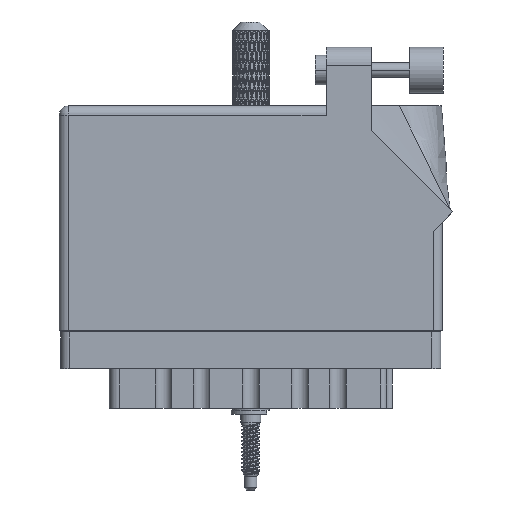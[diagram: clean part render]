
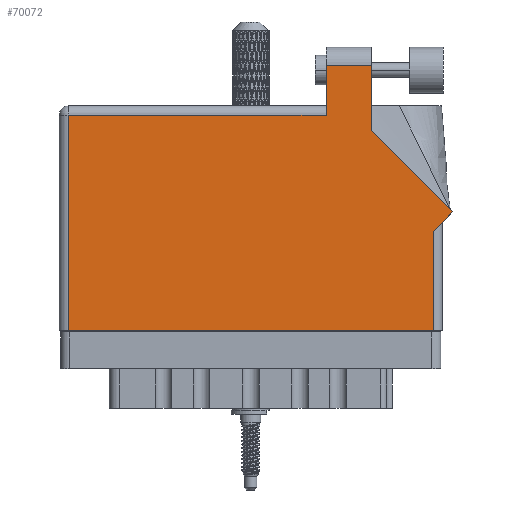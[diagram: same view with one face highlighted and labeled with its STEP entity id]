
A CAD part, front view. The second image highlights one B-rep face of the part: STEP entity #70072.
In plain terms, the highlighted face is planar.
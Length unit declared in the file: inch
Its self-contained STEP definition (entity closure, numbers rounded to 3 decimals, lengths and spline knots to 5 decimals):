
#2986 = ORIENTED_EDGE ( 'NONE', *, *, #87746, .T. ) ;
#3161 = EDGE_CURVE ( 'NONE', #108691, #85169, #41480, .T. ) ;
#3943 = EDGE_CURVE ( 'NONE', #85169, #45474, #35706, .T. ) ;
#4261 = VECTOR ( 'NONE', #23430, 39.37008 ) ;
#4830 = VERTEX_POINT ( 'NONE', #96115 ) ;
#5282 = CARTESIAN_POINT ( 'NONE',  ( 2.126, 1.36442, 0. ) ) ;
#7671 = EDGE_CURVE ( 'NONE', #85681, #108691, #88151, .T. ) ;
#7820 = EDGE_CURVE ( 'NONE', #30876, #114962, #27732, .T. ) ;
#9393 = DIRECTION ( 'NONE',  ( 0.707, 0.707, 0. ) ) ;
#10754 = CARTESIAN_POINT ( 'NONE',  ( 1.819, 1.805, 0. ) ) ;
#13055 = CARTESIAN_POINT ( 'NONE',  ( 0., 1.468, 0. ) ) ;
#17716 = AXIS2_PLACEMENT_3D ( 'NONE', #67712, #59821, #104482 ) ;
#18478 = LINE ( 'NONE', #36640, #36835 ) ;
#22726 = VECTOR ( 'NONE', #112201, 39.37008 ) ;
#22827 = EDGE_CURVE ( 'NONE', #45474, #79013, #18478, .T. ) ;
#23307 = ORIENTED_EDGE ( 'NONE', *, *, #3161, .T. ) ;
#23430 = DIRECTION ( 'NONE',  ( -1., 0., 0. ) ) ;
#27732 = LINE ( 'NONE', #46484, #97581 ) ;
#28868 = CARTESIAN_POINT ( 'NONE',  ( 2.68271, 0.80771, 0. ) ) ;
#30827 = FACE_OUTER_BOUND ( 'NONE', #59471, .T. ) ;
#30876 = VERTEX_POINT ( 'NONE', #10754 ) ;
#31235 = CARTESIAN_POINT ( 'NONE',  ( 2.126, 1.36442, 0. ) ) ;
#33006 = CARTESIAN_POINT ( 'NONE',  ( 0., 0., 0. ) ) ;
#33628 = DIRECTION ( 'NONE',  ( -1., 0., 0. ) ) ;
#33804 = CARTESIAN_POINT ( 'NONE',  ( 2.68271, 0.80771, 0. ) ) ;
#35706 = LINE ( 'NONE', #45380, #58337 ) ;
#36640 = CARTESIAN_POINT ( 'NONE',  ( 2.612, 0.737, 0. ) ) ;
#36835 = VECTOR ( 'NONE', #9393, 39.37008 ) ;
#37531 = CARTESIAN_POINT ( 'NONE',  ( 2.55, 0.675, 0. ) ) ;
#38699 = ORIENTED_EDGE ( 'NONE', *, *, #43508, .T. ) ;
#40649 = VERTEX_POINT ( 'NONE', #5282 ) ;
#40878 = CARTESIAN_POINT ( 'NONE',  ( 2.55, 0., 0. ) ) ;
#41480 = LINE ( 'NONE', #33006, #97069 ) ;
#42754 = LINE ( 'NONE', #72319, #4261 ) ;
#43508 = EDGE_CURVE ( 'NONE', #4830, #30876, #42754, .T. ) ;
#45380 = CARTESIAN_POINT ( 'NONE',  ( 2.55, 0.737, 0. ) ) ;
#45474 = VERTEX_POINT ( 'NONE', #37531 ) ;
#46484 = CARTESIAN_POINT ( 'NONE',  ( 1.819, 1.53, 0. ) ) ;
#48996 = CARTESIAN_POINT ( 'NONE',  ( 0.062, 0., 0. ) ) ;
#55635 = VECTOR ( 'NONE', #33628, 39.37008 ) ;
#56851 = ORIENTED_EDGE ( 'NONE', *, *, #60342, .T. ) ;
#58337 = VECTOR ( 'NONE', #99669, 39.37008 ) ;
#58418 = LINE ( 'NONE', #13055, #55635 ) ;
#59471 = EDGE_LOOP ( 'NONE', ( #2986, #38699, #62393, #109044, #73845, #23307, #76904, #73070, #56851 ) ) ;
#59821 = DIRECTION ( 'NONE',  ( 0., 0., -1. ) ) ;
#60342 = EDGE_CURVE ( 'NONE', #79013, #40649, #112758, .T. ) ;
#60527 = EDGE_CURVE ( 'NONE', #114962, #85681, #58418, .T. ) ;
#61387 = VECTOR ( 'NONE', #65735, 39.37008 ) ;
#62106 = CARTESIAN_POINT ( 'NONE',  ( 1.819, 1.468, 0. ) ) ;
#62200 = CARTESIAN_POINT ( 'NONE',  ( 0.062, 0., 0. ) ) ;
#62393 = ORIENTED_EDGE ( 'NONE', *, *, #7820, .T. ) ;
#65735 = DIRECTION ( 'NONE',  ( -0.707, 0.707, 0. ) ) ;
#67712 = CARTESIAN_POINT ( 'NONE',  ( 0., 1.53, 0. ) ) ;
#70072 = ADVANCED_FACE ( 'NONE', ( #30827 ), #77331, .F. ) ;
#70666 = DIRECTION ( 'NONE',  ( 0., -1., 0. ) ) ;
#72122 = CARTESIAN_POINT ( 'NONE',  ( 0.062, 1.468, 0. ) ) ;
#72319 = CARTESIAN_POINT ( 'NONE',  ( 1.819, 1.805, 0. ) ) ;
#73070 = ORIENTED_EDGE ( 'NONE', *, *, #22827, .T. ) ;
#73845 = ORIENTED_EDGE ( 'NONE', *, *, #7671, .T. ) ;
#76904 = ORIENTED_EDGE ( 'NONE', *, *, #3943, .T. ) ;
#77331 = PLANE ( 'NONE',  #17716 ) ;
#79013 = VERTEX_POINT ( 'NONE', #33804 ) ;
#85169 = VERTEX_POINT ( 'NONE', #40878 ) ;
#85586 = LINE ( 'NONE', #31235, #22726 ) ;
#85681 = VERTEX_POINT ( 'NONE', #72122 ) ;
#87746 = EDGE_CURVE ( 'NONE', #40649, #4830, #85586, .T. ) ;
#87920 = VECTOR ( 'NONE', #70666, 39.37008 ) ;
#88151 = LINE ( 'NONE', #62200, #87920 ) ;
#96115 = CARTESIAN_POINT ( 'NONE',  ( 2.126, 1.805, 0. ) ) ;
#97069 = VECTOR ( 'NONE', #105446, 39.37008 ) ;
#97581 = VECTOR ( 'NONE', #113373, 39.37008 ) ;
#99669 = DIRECTION ( 'NONE',  ( 0., 1., 0. ) ) ;
#104482 = DIRECTION ( 'NONE',  ( -1., 0., 0. ) ) ;
#105446 = DIRECTION ( 'NONE',  ( 1., 0., 0. ) ) ;
#108691 = VERTEX_POINT ( 'NONE', #48996 ) ;
#109044 = ORIENTED_EDGE ( 'NONE', *, *, #60527, .T. ) ;
#112201 = DIRECTION ( 'NONE',  ( 0., 1., 0. ) ) ;
#112758 = LINE ( 'NONE', #28868, #61387 ) ;
#113373 = DIRECTION ( 'NONE',  ( 0., -1., 0. ) ) ;
#114962 = VERTEX_POINT ( 'NONE', #62106 ) ;
